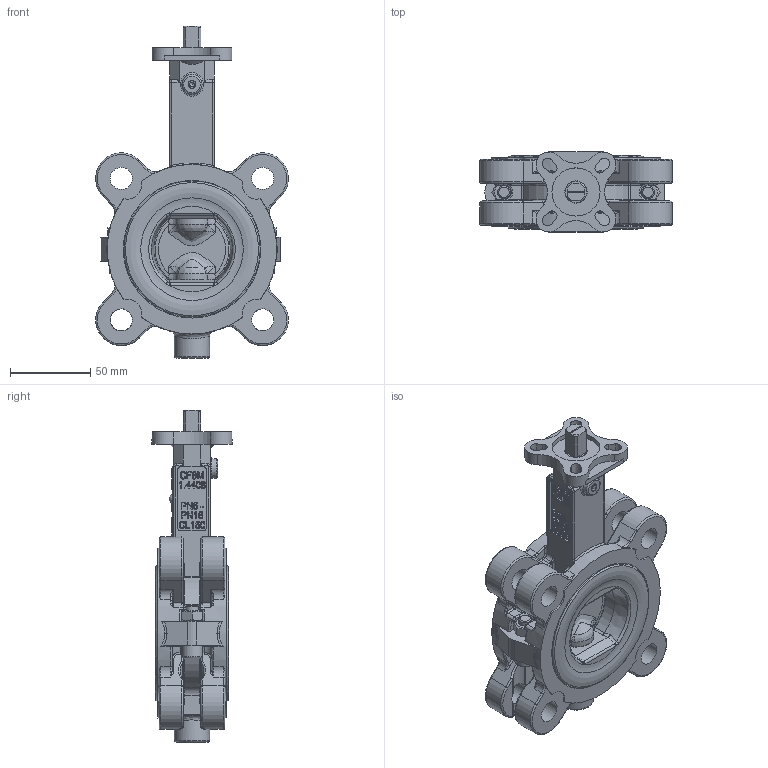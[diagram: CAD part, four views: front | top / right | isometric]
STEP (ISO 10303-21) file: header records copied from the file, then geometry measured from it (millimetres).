
FILE_DESCRIPTION(/* description */ (''),/* implementation_level */ '2;1');
FILE_NAME(/* name */ 'Z614-K DN50.stp',/* time_stamp */ '2017-05-29T10:12:47+02:00',/* author */ ('hellwig'),/* organization */ (''),/* preprocessor_version */ 'ST-DEVELOPER v16.5',/* originating_system */ 'Autodesk Inventor 2017',/* authorisation */ '');
FILE_SCHEMA (('AUTOMOTIVE_DESIGN { 1 0 10303 214 3 1 1 }'));
Products named in the file (1): M36856
Bounding box: 120.27 x 50 x 207.5 mm (x, y, z)
Volume: 409714.6 mm3; surface area: 114187 mm2
Topology: 1 solids, 18 shells, 2081 faces, 5387 edges, 3423 vertices
Faces by surface type: plane 864, bspline 609, cylinder 354, torus 174, cone 58, sphere 22
Full cylindrical faces by diameter (mm): 3 x4, 3.2 x2, 4.917 x1, 5.5 x1, 8 x5, 8.5 x2, 13 x2, 13.835 x8, 14 x7, 15 x1, 16 x6, 17 x1, 21 x1, 22 x1, 30.1 x1, 62.3 x2, 62.5 x2, 80 x2, 84.8 x2, 86 x2
Entity records: 72469 total; most frequent: CARTESIAN_POINT 23730, ORIENTED_EDGE 10404, DIRECTION 8128, EDGE_CURVE 5202, VERTEX_POINT 3381, AXIS2_PLACEMENT_3D 2728, LINE 2672, VECTOR 2672
